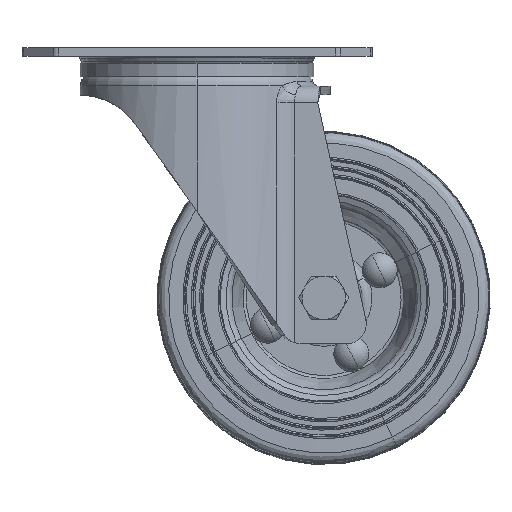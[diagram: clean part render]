
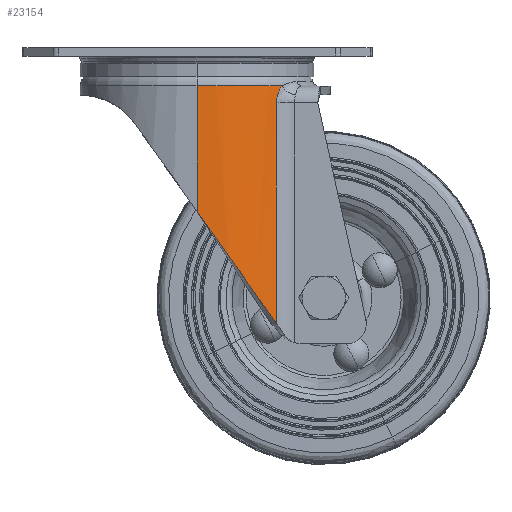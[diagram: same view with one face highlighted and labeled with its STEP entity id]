
A CAD part, top view. The second image highlights one B-rep face of the part: STEP entity #23154.
In plain terms, the highlighted cylindrical face has radius 35 mm (diameter 70 mm), a partial arc.
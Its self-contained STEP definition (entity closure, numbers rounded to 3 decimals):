
#18 = DIRECTION ( 'NONE',  ( 0., 1., 0. ) ) ;
#75 = CARTESIAN_POINT ( 'NONE',  ( 1.231, -50.753, 34.999 ) ) ;
#497 = AXIS2_PLACEMENT_3D ( 'NONE', #20503, #25819, #27941 ) ;
#1335 = CARTESIAN_POINT ( 'NONE',  ( 23.825, -16.317, 25.639 ) ) ;
#1839 = CARTESIAN_POINT ( 'NONE',  ( 24.169, -14.084, 25.315 ) ) ;
#2013 = CARTESIAN_POINT ( 'NONE',  ( 24.94, -12.154, 24.571 ) ) ;
#2384 = FACE_OUTER_BOUND ( 'NONE', #17447, .T. ) ;
#4011 = CARTESIAN_POINT ( 'NONE',  ( 23.831, -16.134, 25.634 ) ) ;
#5081 = CARTESIAN_POINT ( 'NONE',  ( 17.489, -73.71, 30.385 ) ) ;
#6103 = EDGE_CURVE ( 'NONE', #19673, #23754, #9101, .T. ) ;
#6840 = EDGE_CURVE ( 'NONE', #13516, #19783, #16879, .T. ) ;
#6984 = CARTESIAN_POINT ( 'NONE',  ( 24.481, -13.033, 25.017 ) ) ;
#7043 = CYLINDRICAL_SURFACE ( 'NONE', #14221, 35. ) ;
#8239 = CARTESIAN_POINT ( 'NONE',  ( 23.825, -16.5, 25.639 ) ) ;
#9101 = B_SPLINE_CURVE_WITH_KNOTS ( 'NONE', 3,
 ( #10637, #27608, #20178, #22665 ),
 .UNSPECIFIED., .F., .F.,
 ( 4, 4 ),
 ( 0., 1. ),
 .UNSPECIFIED. ) ;
#9159 = CARTESIAN_POINT ( 'NONE',  ( 23.895, -15.41, 25.574 ) ) ;
#9556 = CARTESIAN_POINT ( 'NONE',  ( 0., -110.94, 35. ) ) ;
#9909 = CARTESIAN_POINT ( 'NONE',  ( 22.425, -80.679, 26.94 ) ) ;
#10068 = CARTESIAN_POINT ( 'NONE',  ( 11.614, -65.414, 33.037 ) ) ;
#10233 = CARTESIAN_POINT ( 'NONE',  ( 8.344, -60.797, 34.011 ) ) ;
#10637 = CARTESIAN_POINT ( 'NONE',  ( 23.825, -82.656, 25.64 ) ) ;
#11196 = ORIENTED_EDGE ( 'NONE', *, *, #21952, .F. ) ;
#11455 = CARTESIAN_POINT ( 'NONE',  ( 23.848, -15.859, 25.617 ) ) ;
#12997 = CARTESIAN_POINT ( 'NONE',  ( 15.649, -71.112, 31.382 ) ) ;
#13505 = EDGE_CURVE ( 'NONE', #17761, #19783, #22065, .T. ) ;
#13516 = VERTEX_POINT ( 'NONE', #31052 ) ;
#14221 = AXIS2_PLACEMENT_3D ( 'NONE', #24699, #14780, #29614 ) ;
#14231 = CARTESIAN_POINT ( 'NONE',  ( 24.077, -14.42, 25.402 ) ) ;
#14402 = CARTESIAN_POINT ( 'NONE',  ( 23.893, -15.421, 25.576 ) ) ;
#14780 = DIRECTION ( 'NONE',  ( 0., 1., 0. ) ) ;
#14987 = CARTESIAN_POINT ( 'NONE',  ( 0., -49.015, 35. ) ) ;
#15151 = CARTESIAN_POINT ( 'NONE',  ( 2.458, -52.485, 34.934 ) ) ;
#16550 = CARTESIAN_POINT ( 'NONE',  ( 23.926, -15.164, 25.545 ) ) ;
#16878 = CARTESIAN_POINT ( 'NONE',  ( 25.531, -11.414, 23.941 ) ) ;
#16879 = CIRCLE ( 'NONE', #497, 35. ) ;
#17447 = EDGE_LOOP ( 'NONE', ( #22368, #11196, #23005, #31222, #27174 ) ) ;
#17761 = VERTEX_POINT ( 'NONE', #14987 ) ;
#18143 = B_SPLINE_CURVE_WITH_KNOTS ( 'NONE', 3,
 ( #19921, #9909, #20558, #5081, #12997, #27517, #10068, #25543, #10233, #22417, #20082, #15151, #75, #28004 ),
 .UNSPECIFIED., .F., .F.,
 ( 4, 2, 2, 2, 2, 2, 4 ),
 ( 0., 0.25, 0.5, 0.625, 0.75, 0.875, 1. ),
 .UNSPECIFIED. ) ;
#19022 = CARTESIAN_POINT ( 'NONE',  ( 23.886, -15.479, 25.582 ) ) ;
#19341 = CARTESIAN_POINT ( 'NONE',  ( 24.181, -14.044, 25.304 ) ) ;
#19506 = CARTESIAN_POINT ( 'NONE',  ( 23.825, -16.5, 25.639 ) ) ;
#19673 = VERTEX_POINT ( 'NONE', #30102 ) ;
#19783 = VERTEX_POINT ( 'NONE', #30987 ) ;
#19921 = CARTESIAN_POINT ( 'NONE',  ( 23.825, -82.656, 25.64 ) ) ;
#20082 = CARTESIAN_POINT ( 'NONE',  ( 4.867, -55.887, 34.682 ) ) ;
#20178 = CARTESIAN_POINT ( 'NONE',  ( 23.825, -38.552, 25.639 ) ) ;
#20503 = CARTESIAN_POINT ( 'NONE',  ( 0., -11.414, 0. ) ) ;
#20558 = CARTESIAN_POINT ( 'NONE',  ( 20.875, -78.491, 28.166 ) ) ;
#20821 = VECTOR ( 'NONE', #18, 1000. ) ;
#21824 = CARTESIAN_POINT ( 'NONE',  ( 23.965, -14.933, 25.508 ) ) ;
#21952 = EDGE_CURVE ( 'NONE', #19673, #17761, #18143, .T. ) ;
#22065 = LINE ( 'NONE', #9556, #20821 ) ;
#22368 = ORIENTED_EDGE ( 'NONE', *, *, #13505, .F. ) ;
#22417 = CARTESIAN_POINT ( 'NONE',  ( 6.047, -57.554, 34.494 ) ) ;
#22639 = B_SPLINE_CURVE_WITH_KNOTS ( 'NONE', 3,
 ( #19506, #1335, #4011, #11455, #27104, #23984, #19022, #31705, #14402, #9159, #31547, #16550, #21824, #26636, #14231, #26469, #24484, #1839, #24142, #19341, #6984, #2013, #16878 ),
 .UNSPECIFIED., .F., .F.,
 ( 4, 2, 1, 1, 1, 1, 2, 2, 2, 1, 1, 1, 2, 2, 4 ),
 ( 0., 0.125, 0.187, 0.219, 0.234, 0.242, 0.246, 0.25, 0.375, 0.437, 0.469, 0.484, 0.492, 0.5, 1. ),
 .UNSPECIFIED. ) ;
#22665 = CARTESIAN_POINT ( 'NONE',  ( 23.825, -16.5, 25.639 ) ) ;
#23005 = ORIENTED_EDGE ( 'NONE', *, *, #6103, .T. ) ;
#23154 = ADVANCED_FACE ( 'NONE', ( #2384 ), #7043, .T. ) ;
#23754 = VERTEX_POINT ( 'NONE', #8239 ) ;
#23984 = CARTESIAN_POINT ( 'NONE',  ( 23.877, -15.56, 25.591 ) ) ;
#24142 = CARTESIAN_POINT ( 'NONE',  ( 24.177, -14.056, 25.308 ) ) ;
#24484 = CARTESIAN_POINT ( 'NONE',  ( 24.157, -14.126, 25.327 ) ) ;
#24699 = CARTESIAN_POINT ( 'NONE',  ( 0., -110.94, 0. ) ) ;
#25543 = CARTESIAN_POINT ( 'NONE',  ( 9.46, -62.373, 33.716 ) ) ;
#25819 = DIRECTION ( 'NONE',  ( 0., -1., 0. ) ) ;
#26469 = CARTESIAN_POINT ( 'NONE',  ( 24.129, -14.224, 25.353 ) ) ;
#26636 = CARTESIAN_POINT ( 'NONE',  ( 24.038, -14.59, 25.44 ) ) ;
#27104 = CARTESIAN_POINT ( 'NONE',  ( 23.86, -15.721, 25.607 ) ) ;
#27174 = ORIENTED_EDGE ( 'NONE', *, *, #6840, .T. ) ;
#27517 = CARTESIAN_POINT ( 'NONE',  ( 12.652, -66.88, 32.652 ) ) ;
#27608 = CARTESIAN_POINT ( 'NONE',  ( 23.825, -60.604, 25.639 ) ) ;
#27941 = DIRECTION ( 'NONE',  ( 0.729, 0., 0.684 ) ) ;
#28004 = CARTESIAN_POINT ( 'NONE',  ( 0., -49.015, 35. ) ) ;
#28029 = EDGE_CURVE ( 'NONE', #23754, #13516, #22639, .T. ) ;
#29614 = DIRECTION ( 'NONE',  ( 0., 0., -1. ) ) ;
#30102 = CARTESIAN_POINT ( 'NONE',  ( 23.825, -82.656, 25.64 ) ) ;
#30987 = CARTESIAN_POINT ( 'NONE',  ( 0., -11.414, 35. ) ) ;
#31052 = CARTESIAN_POINT ( 'NONE',  ( 25.531, -11.414, 23.941 ) ) ;
#31222 = ORIENTED_EDGE ( 'NONE', *, *, #28029, .T. ) ;
#31547 = CARTESIAN_POINT ( 'NONE',  ( 23.895, -15.406, 25.574 ) ) ;
#31705 = CARTESIAN_POINT ( 'NONE',  ( 23.891, -15.439, 25.578 ) ) ;
